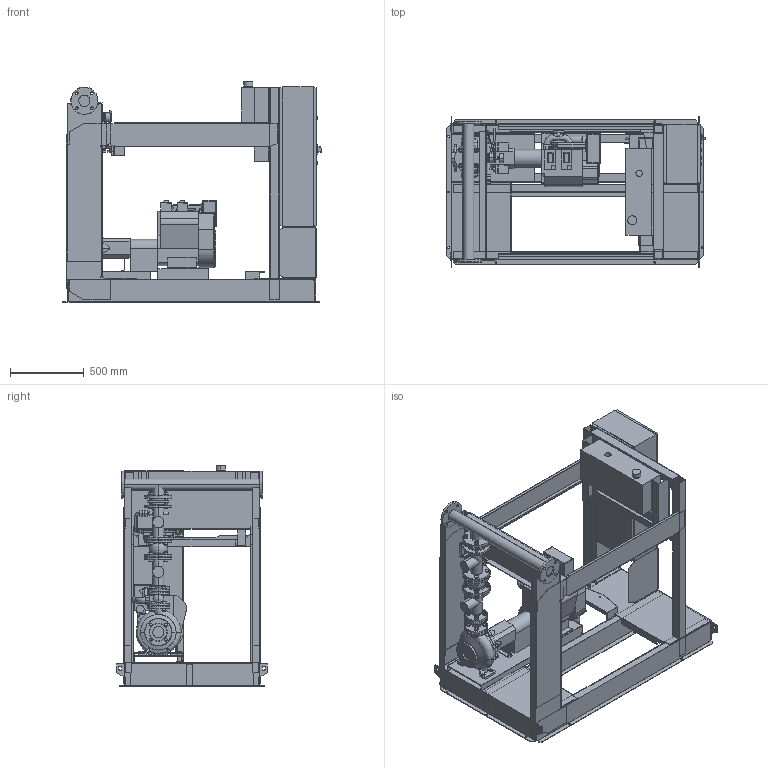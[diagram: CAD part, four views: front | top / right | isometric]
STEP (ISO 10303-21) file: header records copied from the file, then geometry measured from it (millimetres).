
FILE_DESCRIPTION((''),'2;1');
FILE_NAME('3d_Sifire-EN-40_200-200-12.9D-4183798.stp','2015-05-26T10:42:03',(''),(''),'Mechanical Desktop 2009','Mechanical Desktop 2009',', , ');
FILE_SCHEMA(('CONFIG_CONTROL_DESIGN'));
Length unit declared in the file: millimetre
Products named in the file (1): Product
Bounding box: 1754.5 x 1026 x 1500 mm (x, y, z)
Volume: 219011874.1 mm3; surface area: 21086368.2 mm2
Topology: 119 solids, 119 shells, 2891 faces, 6986 edges, 4439 vertices
Faces by surface type: plane 1176, bspline 877, cylinder 496, cone 274, torus 58, sphere 10
Entity records: 94737 total; most frequent: CARTESIAN_POINT 30910, ORIENTED_EDGE 13956, DIRECTION 11974, EDGE_CURVE 6978, VERTEX_POINT 4439, VECTOR 4152, LINE 4152, AXIS2_PLACEMENT_3D 3911
